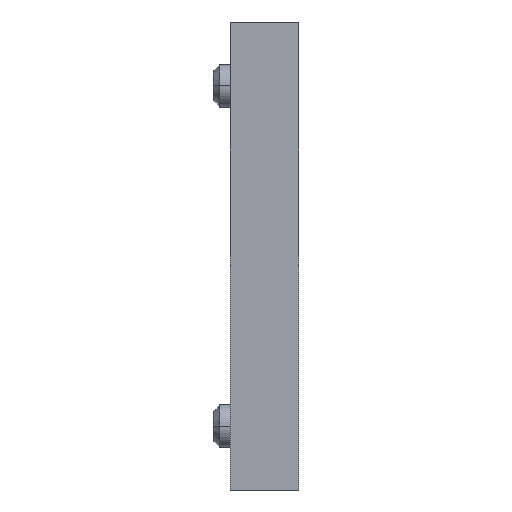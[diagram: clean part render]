
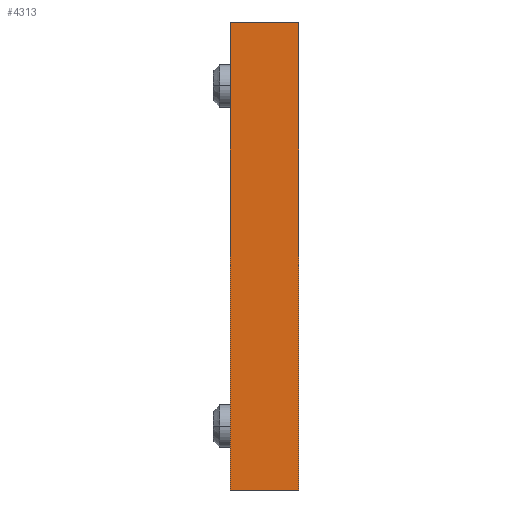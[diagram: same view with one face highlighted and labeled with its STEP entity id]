
A CAD part, left-side view. The second image highlights one B-rep face of the part: STEP entity #4313.
In plain terms, the highlighted planar face has unit normal (-1, 0, 0).
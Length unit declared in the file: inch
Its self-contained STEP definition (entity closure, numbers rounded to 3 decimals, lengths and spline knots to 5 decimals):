
#16 = FACE_OUTER_BOUND ( 'NONE', #2767, .T. ) ;
#42 = DIRECTION ( 'NONE',  ( 1., 0., 0. ) ) ;
#229 = EDGE_CURVE ( 'NONE', #4969, #1089, #3746, .T. ) ;
#519 = LINE ( 'NONE', #3634, #998 ) ;
#974 = LINE ( 'NONE', #3511, #3394 ) ;
#998 = VECTOR ( 'NONE', #1765, 39.37008 ) ;
#1089 = VERTEX_POINT ( 'NONE', #3624 ) ;
#1337 = AXIS2_PLACEMENT_3D ( 'NONE', #3003, #42, #5143 ) ;
#1444 = CARTESIAN_POINT ( 'NONE',  ( 0., 0.31496, 2.16535 ) ) ;
#1454 = DIRECTION ( 'NONE',  ( 0., 0., 1. ) ) ;
#1765 = DIRECTION ( 'NONE',  ( 0., -1., 0. ) ) ;
#2025 = ORIENTED_EDGE ( 'NONE', *, *, #4574, .F. ) ;
#2034 = ORIENTED_EDGE ( 'NONE', *, *, #3410, .T. ) ;
#2691 = VECTOR ( 'NONE', #4948, 39.37008 ) ;
#2767 = EDGE_LOOP ( 'NONE', ( #4329, #3357, #2025, #2034 ) ) ;
#2914 = PLANE ( 'NONE',  #1337 ) ;
#3003 = CARTESIAN_POINT ( 'NONE',  ( 0., 0.31496, 2.16535 ) ) ;
#3093 = VECTOR ( 'NONE', #4205, 39.37008 ) ;
#3221 = LINE ( 'NONE', #5001, #2691 ) ;
#3357 = ORIENTED_EDGE ( 'NONE', *, *, #229, .F. ) ;
#3394 = VECTOR ( 'NONE', #1454, 39.37008 ) ;
#3410 = EDGE_CURVE ( 'NONE', #4119, #4229, #519, .T. ) ;
#3511 = CARTESIAN_POINT ( 'NONE',  ( 0., 0.31496, 2.16535 ) ) ;
#3624 = CARTESIAN_POINT ( 'NONE',  ( 0., 0., 2.16535 ) ) ;
#3634 = CARTESIAN_POINT ( 'NONE',  ( 0., 0.23622, 0. ) ) ;
#3672 = CARTESIAN_POINT ( 'NONE',  ( 0., 0., 0. ) ) ;
#3746 = LINE ( 'NONE', #5457, #3093 ) ;
#4119 = VERTEX_POINT ( 'NONE', #4640 ) ;
#4205 = DIRECTION ( 'NONE',  ( 0., -1., 0. ) ) ;
#4229 = VERTEX_POINT ( 'NONE', #3672 ) ;
#4313 = ADVANCED_FACE ( 'NONE', ( #16 ), #2914, .F. ) ;
#4329 = ORIENTED_EDGE ( 'NONE', *, *, #5501, .T. ) ;
#4574 = EDGE_CURVE ( 'NONE', #4119, #4969, #974, .T. ) ;
#4640 = CARTESIAN_POINT ( 'NONE',  ( 0., 0.31496, 0. ) ) ;
#4948 = DIRECTION ( 'NONE',  ( 0., 0., 1. ) ) ;
#4969 = VERTEX_POINT ( 'NONE', #1444 ) ;
#5001 = CARTESIAN_POINT ( 'NONE',  ( 0., 0., 2.16535 ) ) ;
#5143 = DIRECTION ( 'NONE',  ( 0., 0., -1. ) ) ;
#5457 = CARTESIAN_POINT ( 'NONE',  ( 0., 0.23622, 2.16535 ) ) ;
#5501 = EDGE_CURVE ( 'NONE', #4229, #1089, #3221, .T. ) ;
